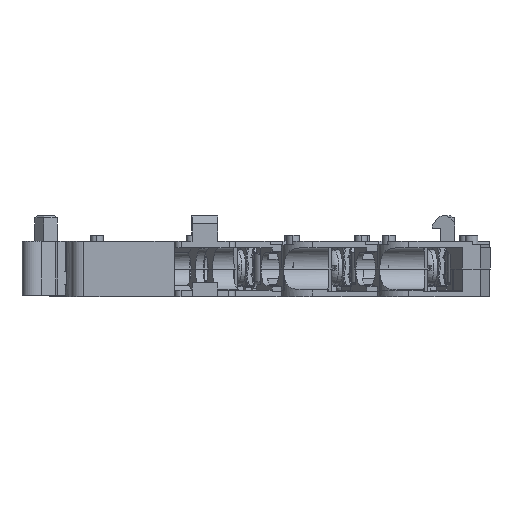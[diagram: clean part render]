
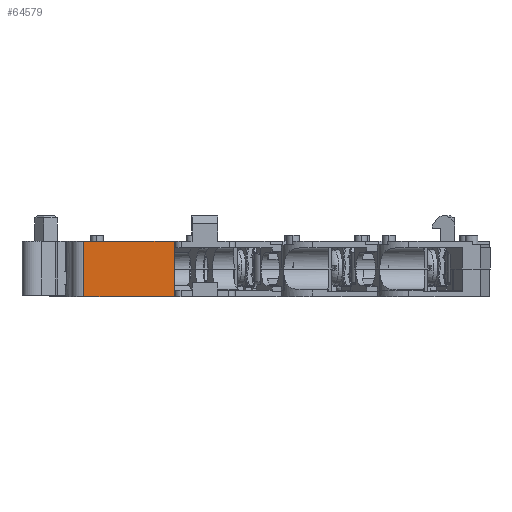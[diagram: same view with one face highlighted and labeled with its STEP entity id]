
A CAD part, left-side view. The second image highlights one B-rep face of the part: STEP entity #64579.
In plain terms, the highlighted planar face has unit normal (-1, 0, 0).
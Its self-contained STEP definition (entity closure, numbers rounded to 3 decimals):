
#790 = CARTESIAN_POINT ( 'NONE',  ( 0., -16.2, 4.3 ) ) ;
#1127 = VECTOR ( 'NONE', #37273, 1000. ) ;
#3301 = EDGE_CURVE ( 'NONE', #43473, #6566, #59872, .T. ) ;
#4984 = VECTOR ( 'NONE', #34724, 1000. ) ;
#6566 = VERTEX_POINT ( 'NONE', #11415 ) ;
#8842 = CARTESIAN_POINT ( 'NONE',  ( 0., -16.2, 0. ) ) ;
#10670 = VERTEX_POINT ( 'NONE', #36784 ) ;
#11415 = CARTESIAN_POINT ( 'NONE',  ( 0., -16.1, 8.6 ) ) ;
#11634 = ORIENTED_EDGE ( 'NONE', *, *, #20633, .F. ) ;
#11879 = CARTESIAN_POINT ( 'NONE',  ( 0., -16.1, 4.3 ) ) ;
#14710 = EDGE_CURVE ( 'NONE', #10670, #6566, #19724, .T. ) ;
#15155 = CARTESIAN_POINT ( 'NONE',  ( 0., -2., 8.6 ) ) ;
#15967 = VERTEX_POINT ( 'NONE', #59821 ) ;
#16052 = PLANE ( 'NONE',  #36005 ) ;
#17270 = ORIENTED_EDGE ( 'NONE', *, *, #3301, .F. ) ;
#17521 = DIRECTION ( 'NONE',  ( 0., 0., -1. ) ) ;
#18306 = ORIENTED_EDGE ( 'NONE', *, *, #46439, .T. ) ;
#19724 = LINE ( 'NONE', #11879, #1127 ) ;
#20148 = VERTEX_POINT ( 'NONE', #30476 ) ;
#20262 = CARTESIAN_POINT ( 'NONE',  ( 0., -16.1, 4.3 ) ) ;
#20633 = EDGE_CURVE ( 'NONE', #35984, #15967, #42018, .T. ) ;
#20970 = DIRECTION ( 'NONE',  ( 0., 0., -1. ) ) ;
#22127 = EDGE_CURVE ( 'NONE', #43473, #20148, #34589, .T. ) ;
#24314 = VECTOR ( 'NONE', #47895, 1000. ) ;
#26699 = CARTESIAN_POINT ( 'NONE',  ( 0., -16.2, 8.6 ) ) ;
#29226 = VECTOR ( 'NONE', #37792, 1000. ) ;
#30476 = CARTESIAN_POINT ( 'NONE',  ( 0., -2., 0. ) ) ;
#30748 = EDGE_LOOP ( 'NONE', ( #44666, #62314, #17270, #38996, #18306, #11634 ) ) ;
#32797 = CARTESIAN_POINT ( 'NONE',  ( 0., -2., 8.6 ) ) ;
#34589 = LINE ( 'NONE', #32797, #53115 ) ;
#34724 = DIRECTION ( 'NONE',  ( 0., -1., 0. ) ) ;
#35642 = VECTOR ( 'NONE', #46392, 1000. ) ;
#35984 = VERTEX_POINT ( 'NONE', #790 ) ;
#36005 = AXIS2_PLACEMENT_3D ( 'NONE', #46456, #36270, #20970 ) ;
#36270 = DIRECTION ( 'NONE',  ( 1., 0., 0. ) ) ;
#36784 = CARTESIAN_POINT ( 'NONE',  ( 0., -16.1, 4.3 ) ) ;
#37273 = DIRECTION ( 'NONE',  ( 0., 0., 1. ) ) ;
#37792 = DIRECTION ( 'NONE',  ( 0., -1., 0. ) ) ;
#38996 = ORIENTED_EDGE ( 'NONE', *, *, #22127, .T. ) ;
#42018 = LINE ( 'NONE', #26699, #24314 ) ;
#43473 = VERTEX_POINT ( 'NONE', #15155 ) ;
#44666 = ORIENTED_EDGE ( 'NONE', *, *, #55542, .F. ) ;
#45373 = LINE ( 'NONE', #20262, #35642 ) ;
#46392 = DIRECTION ( 'NONE',  ( 0., -1., 0. ) ) ;
#46439 = EDGE_CURVE ( 'NONE', #20148, #15967, #53295, .T. ) ;
#46456 = CARTESIAN_POINT ( 'NONE',  ( 0., -16.2, 8.6 ) ) ;
#47895 = DIRECTION ( 'NONE',  ( 0., 0., -1. ) ) ;
#53115 = VECTOR ( 'NONE', #17521, 1000. ) ;
#53295 = LINE ( 'NONE', #8842, #4984 ) ;
#55542 = EDGE_CURVE ( 'NONE', #10670, #35984, #45373, .T. ) ;
#57346 = FACE_OUTER_BOUND ( 'NONE', #30748, .T. ) ;
#59821 = CARTESIAN_POINT ( 'NONE',  ( 0., -16.2, 0. ) ) ;
#59872 = LINE ( 'NONE', #62620, #29226 ) ;
#62314 = ORIENTED_EDGE ( 'NONE', *, *, #14710, .T. ) ;
#62620 = CARTESIAN_POINT ( 'NONE',  ( 0., -16.2, 8.6 ) ) ;
#64579 = ADVANCED_FACE ( 'NONE', ( #57346 ), #16052, .F. ) ;
